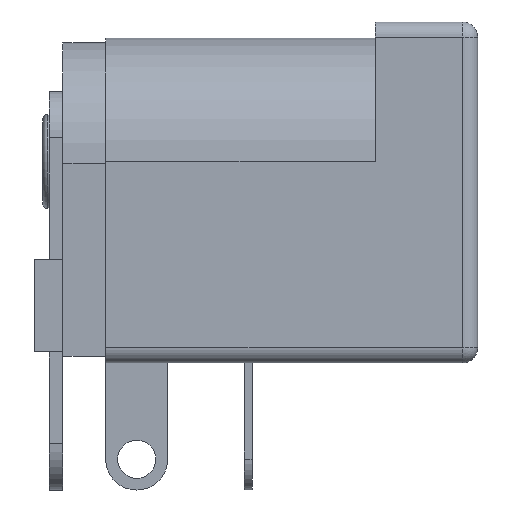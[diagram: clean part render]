
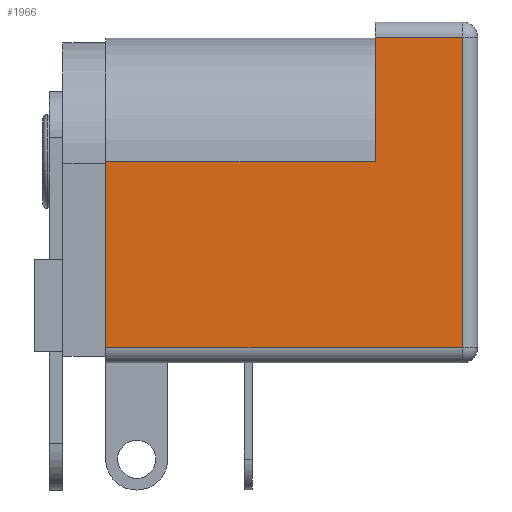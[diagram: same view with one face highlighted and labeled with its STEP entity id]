
A CAD part, left-side view. The second image highlights one B-rep face of the part: STEP entity #1966.
In plain terms, the highlighted planar face has unit normal (-1, 0, 0).
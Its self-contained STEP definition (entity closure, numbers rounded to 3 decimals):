
#198=ORIENTED_EDGE('',*,*,#576,.T.);
#199=ORIENTED_EDGE('',*,*,#577,.T.);
#200=ORIENTED_EDGE('',*,*,#578,.T.);
#201=ORIENTED_EDGE('',*,*,#579,.T.);
#202=ORIENTED_EDGE('',*,*,#580,.F.);
#203=ORIENTED_EDGE('',*,*,#522,.F.);
#522=EDGE_CURVE('',#716,#717,#841,.T.);
#576=EDGE_CURVE('',#716,#760,#892,.T.);
#577=EDGE_CURVE('',#760,#761,#893,.T.);
#578=EDGE_CURVE('',#761,#762,#894,.T.);
#579=EDGE_CURVE('',#762,#763,#895,.T.);
#580=EDGE_CURVE('',#717,#763,#896,.T.);
#716=VERTEX_POINT('',#2652);
#717=VERTEX_POINT('',#2654);
#760=VERTEX_POINT('',#2762);
#761=VERTEX_POINT('',#2764);
#762=VERTEX_POINT('',#2766);
#763=VERTEX_POINT('',#2768);
#841=LINE('',#2653,#970);
#892=LINE('',#2761,#1021);
#893=LINE('',#2763,#1022);
#894=LINE('',#2765,#1023);
#895=LINE('',#2767,#1024);
#896=LINE('',#2769,#1025);
#970=VECTOR('',#2215,1000.);
#1021=VECTOR('',#2294,1000.);
#1022=VECTOR('',#2295,1000.);
#1023=VECTOR('',#2296,1000.);
#1024=VECTOR('',#2297,1000.);
#1025=VECTOR('',#2298,1000.);
#1104=EDGE_LOOP('',(#198,#199,#200,#201,#202,#203));
#1213=FACE_BOUND('',#1104,.T.);
#1320=PLANE('',#2063);
#1966=ADVANCED_FACE('',(#1213),#1320,.T.);
#2063=AXIS2_PLACEMENT_3D('',#2760,#2292,#2293);
#2215=DIRECTION('',(0.,0.,1.));
#2292=DIRECTION('',(-1.,0.,0.));
#2293=DIRECTION('',(0.,-1.,0.));
#2294=DIRECTION('',(0.,-1.,0.));
#2295=DIRECTION('',(0.,0.,1.));
#2296=DIRECTION('',(0.,1.,0.));
#2297=DIRECTION('',(0.,0.,-1.));
#2298=DIRECTION('',(0.,-1.,0.));
#2652=CARTESIAN_POINT('',(-4.5,12.,-5.812));
#2653=CARTESIAN_POINT('',(-4.5,12.,4.035));
#2654=CARTESIAN_POINT('',(-4.5,12.,0.199));
#2760=CARTESIAN_POINT('',(-4.5,0.,0.));
#2761=CARTESIAN_POINT('',(-4.5,0.,-5.812));
#2762=CARTESIAN_POINT('',(-4.5,0.488,-5.812));
#2763=CARTESIAN_POINT('',(-4.5,0.488,0.));
#2764=CARTESIAN_POINT('',(-4.5,0.488,4.212));
#2765=CARTESIAN_POINT('',(-4.5,0.,4.212));
#2766=CARTESIAN_POINT('',(-4.5,3.3,4.212));
#2767=CARTESIAN_POINT('',(-4.5,3.3,0.));
#2768=CARTESIAN_POINT('',(-4.5,3.3,0.199));
#2769=CARTESIAN_POINT('',(-4.5,12.,0.199));
